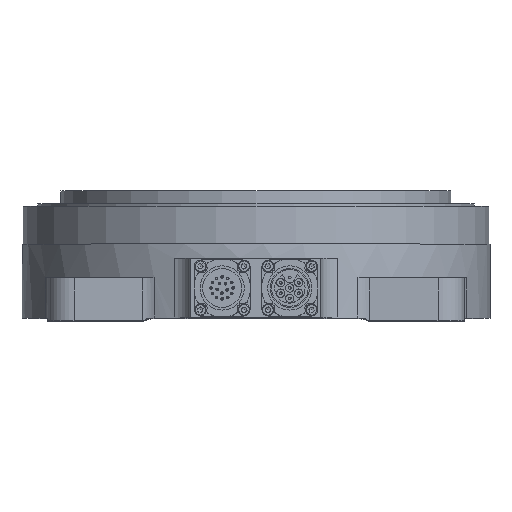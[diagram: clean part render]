
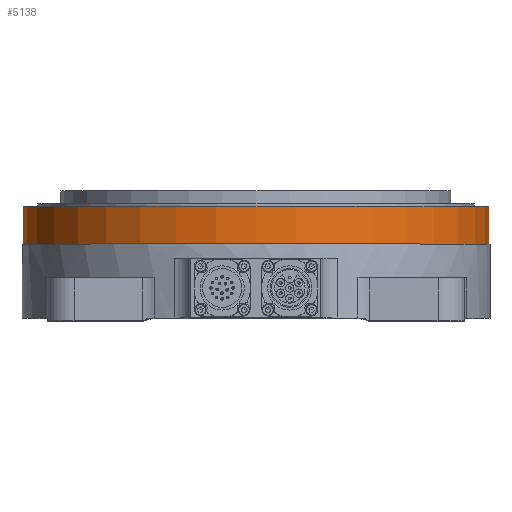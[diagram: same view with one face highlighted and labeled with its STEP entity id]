
A CAD part, top view. The second image highlights one B-rep face of the part: STEP entity #5138.
In plain terms, the highlighted cylindrical face has radius 89.5 mm (diameter 179 mm), a full revolution.
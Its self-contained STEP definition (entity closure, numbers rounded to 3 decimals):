
#2777 = EDGE_LOOP ( 'NONE', ( #20888 ) ) ;
#4628 = DIRECTION ( 'NONE',  ( 0., 0., -1. ) ) ;
#5138 = ADVANCED_FACE ( 'NONE', ( #31377, #39406 ), #38480, .T. ) ;
#5321 = DIRECTION ( 'NONE',  ( 0., -1., 0. ) ) ;
#11396 = DIRECTION ( 'NONE',  ( 0., 1., 0. ) ) ;
#11815 = EDGE_LOOP ( 'NONE', ( #29046 ) ) ;
#16475 = EDGE_CURVE ( 'NONE', #29143, #29143, #16980, .T. ) ;
#16980 = CIRCLE ( 'NONE', #37985, 89.5 ) ;
#20824 = CARTESIAN_POINT ( 'NONE',  ( 89.5, 16.317, 0. ) ) ;
#20888 = ORIENTED_EDGE ( 'NONE', *, *, #16475, .F. ) ;
#22629 = EDGE_CURVE ( 'NONE', #28642, #28642, #28274, .T. ) ;
#22828 = CARTESIAN_POINT ( 'NONE',  ( 0., 23.067, 0. ) ) ;
#23502 = CARTESIAN_POINT ( 'NONE',  ( 0., 16.317, 0. ) ) ;
#26557 = DIRECTION ( 'NONE',  ( 1., 0., 0. ) ) ;
#28274 = CIRCLE ( 'NONE', #30260, 89.5 ) ;
#28642 = VERTEX_POINT ( 'NONE', #20824 ) ;
#29046 = ORIENTED_EDGE ( 'NONE', *, *, #22629, .F. ) ;
#29143 = VERTEX_POINT ( 'NONE', #32552 ) ;
#29615 = CARTESIAN_POINT ( 'NONE',  ( 0., 30.817, 0. ) ) ;
#30260 = AXIS2_PLACEMENT_3D ( 'NONE', #23502, #5321, #26557 ) ;
#31377 = FACE_OUTER_BOUND ( 'NONE', #11815, .T. ) ;
#32552 = CARTESIAN_POINT ( 'NONE',  ( 0., 30.817, -89.5 ) ) ;
#32636 = DIRECTION ( 'NONE',  ( 0., 0., -1. ) ) ;
#37252 = AXIS2_PLACEMENT_3D ( 'NONE', #22828, #37967, #4628 ) ;
#37967 = DIRECTION ( 'NONE',  ( 0., -1., 0. ) ) ;
#37985 = AXIS2_PLACEMENT_3D ( 'NONE', #29615, #11396, #32636 ) ;
#38480 = CYLINDRICAL_SURFACE ( 'NONE', #37252, 89.5 ) ;
#39406 = FACE_OUTER_BOUND ( 'NONE', #2777, .T. ) ;
